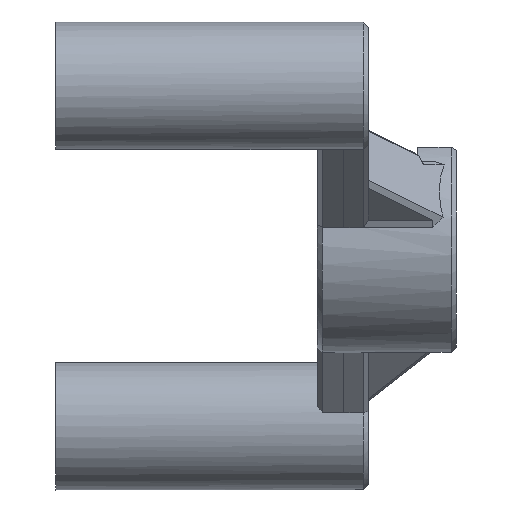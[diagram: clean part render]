
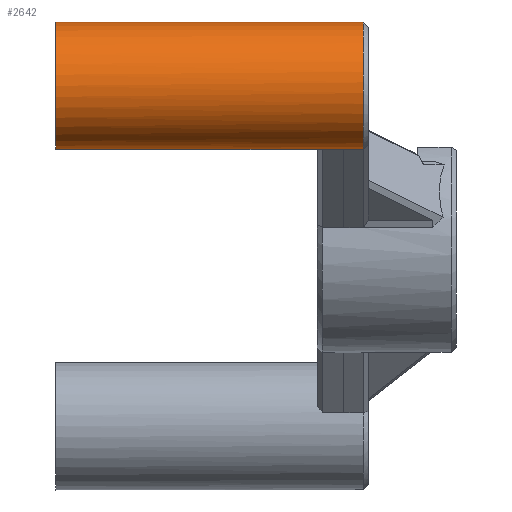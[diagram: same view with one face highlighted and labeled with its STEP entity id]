
A CAD part, front view. The second image highlights one B-rep face of the part: STEP entity #2642.
In plain terms, the highlighted cylindrical face has radius 5 mm (diameter 10 mm), a full revolution.
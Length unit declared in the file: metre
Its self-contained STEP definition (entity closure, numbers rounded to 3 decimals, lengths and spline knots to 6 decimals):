
#196=ELLIPSE('',#2848,0.007071,0.005);
#197=ELLIPSE('',#2851,0.007071,0.005);
#198=ELLIPSE('',#2853,0.007071,0.005);
#199=ELLIPSE('',#2854,0.007071,0.005);
#200=ELLIPSE('',#2855,0.007071,0.005);
#245=LINE('',#3977,#523);
#246=LINE('',#3981,#524);
#247=LINE('',#3985,#525);
#248=LINE('',#3993,#526);
#249=LINE('',#3996,#527);
#523=VECTOR('',#3167,1.);
#524=VECTOR('',#3170,1.);
#525=VECTOR('',#3173,1.);
#526=VECTOR('',#3180,1.);
#527=VECTOR('',#3183,1.);
#830=ORIENTED_EDGE('',*,*,#1617,.F.);
#831=ORIENTED_EDGE('',*,*,#1618,.T.);
#832=ORIENTED_EDGE('',*,*,#1619,.F.);
#833=ORIENTED_EDGE('',*,*,#1620,.F.);
#834=ORIENTED_EDGE('',*,*,#1621,.T.);
#835=ORIENTED_EDGE('',*,*,#1622,.F.);
#836=ORIENTED_EDGE('',*,*,#1623,.T.);
#837=ORIENTED_EDGE('',*,*,#1624,.T.);
#838=ORIENTED_EDGE('',*,*,#1625,.T.);
#839=ORIENTED_EDGE('',*,*,#1626,.T.);
#840=ORIENTED_EDGE('',*,*,#1627,.T.);
#841=ORIENTED_EDGE('',*,*,#1628,.T.);
#842=ORIENTED_EDGE('',*,*,#1612,.T.);
#843=ORIENTED_EDGE('',*,*,#1629,.T.);
#844=ORIENTED_EDGE('',*,*,#1630,.T.);
#845=ORIENTED_EDGE('',*,*,#1631,.F.);
#1612=EDGE_CURVE('',#2006,#2005,#2224,.T.);
#1617=EDGE_CURVE('',#2009,#2010,#2226,.F.);
#1618=EDGE_CURVE('',#2009,#2011,#196,.F.);
#1619=EDGE_CURVE('',#2012,#2011,#245,.T.);
#1620=EDGE_CURVE('',#2013,#2012,#2227,.T.);
#1621=EDGE_CURVE('',#2013,#2014,#246,.T.);
#1622=EDGE_CURVE('',#2015,#2014,#2228,.T.);
#1623=EDGE_CURVE('',#2015,#2016,#247,.T.);
#1624=EDGE_CURVE('',#2016,#2017,#197,.F.);
#1625=EDGE_CURVE('',#2017,#2018,#2229,.F.);
#1626=EDGE_CURVE('',#2018,#2019,#198,.F.);
#1627=EDGE_CURVE('',#2019,#2020,#248,.F.);
#1628=EDGE_CURVE('',#2020,#2006,#199,.T.);
#1629=EDGE_CURVE('',#2005,#2021,#249,.T.);
#1630=EDGE_CURVE('',#2021,#2010,#200,.T.);
#1631=EDGE_CURVE('',#2022,#2022,#2230,.T.);
#2005=VERTEX_POINT('',#3961);
#2006=VERTEX_POINT('',#3963);
#2009=VERTEX_POINT('',#3973);
#2010=VERTEX_POINT('',#3974);
#2011=VERTEX_POINT('',#3976);
#2012=VERTEX_POINT('',#3978);
#2013=VERTEX_POINT('',#3980);
#2014=VERTEX_POINT('',#3982);
#2015=VERTEX_POINT('',#3984);
#2016=VERTEX_POINT('',#3986);
#2017=VERTEX_POINT('',#3988);
#2018=VERTEX_POINT('',#3990);
#2019=VERTEX_POINT('',#3992);
#2020=VERTEX_POINT('',#3994);
#2021=VERTEX_POINT('',#3997);
#2022=VERTEX_POINT('',#4000);
#2224=CIRCLE('',#2843,0.005);
#2226=CIRCLE('',#2847,0.005);
#2227=CIRCLE('',#2849,0.005);
#2228=CIRCLE('',#2850,0.005);
#2229=CIRCLE('',#2852,0.005);
#2230=CIRCLE('',#2856,0.005);
#2280=EDGE_LOOP('',(#830,#831,#832,#833,#834,#835,#836,#837,#838,#839,#840,
#841,#842,#843,#844));
#2281=EDGE_LOOP('',(#845));
#2456=FACE_BOUND('',#2280,.T.);
#2457=FACE_BOUND('',#2281,.T.);
#2627=CYLINDRICAL_SURFACE('',#2846,0.005);
#2642=ADVANCED_FACE('',(#2456,#2457),#2627,.T.);
#2843=AXIS2_PLACEMENT_3D('',#3962,#3152,#3153);
#2846=AXIS2_PLACEMENT_3D('',#3971,#3161,#3162);
#2847=AXIS2_PLACEMENT_3D('',#3972,#3163,#3164);
#2848=AXIS2_PLACEMENT_3D('',#3975,#3165,#3166);
#2849=AXIS2_PLACEMENT_3D('',#3979,#3168,#3169);
#2850=AXIS2_PLACEMENT_3D('',#3983,#3171,#3172);
#2851=AXIS2_PLACEMENT_3D('',#3987,#3174,#3175);
#2852=AXIS2_PLACEMENT_3D('',#3989,#3176,#3177);
#2853=AXIS2_PLACEMENT_3D('',#3991,#3178,#3179);
#2854=AXIS2_PLACEMENT_3D('',#3995,#3181,#3182);
#2855=AXIS2_PLACEMENT_3D('',#3998,#3184,#3185);
#2856=AXIS2_PLACEMENT_3D('',#3999,#3186,#3187);
#3152=DIRECTION('',(-1.,0.,0.));
#3153=DIRECTION('',(0.,0.,1.));
#3161=DIRECTION('',(-1.,0.,0.));
#3162=DIRECTION('',(0.,0.,1.));
#3163=DIRECTION('',(-1.,0.,0.));
#3164=DIRECTION('',(0.,0.,1.));
#3165=DIRECTION('',(0.707,0.349,0.615));
#3166=DIRECTION('',(-0.707,0.349,0.615));
#3167=DIRECTION('',(-1.,0.,0.));
#3168=DIRECTION('',(1.,0.,0.));
#3169=DIRECTION('',(0.,0.,-1.));
#3170=DIRECTION('',(1.,0.,0.));
#3171=DIRECTION('',(1.,0.,0.));
#3172=DIRECTION('',(0.,0.,-1.));
#3173=DIRECTION('',(-1.,0.,0.));
#3174=DIRECTION('',(0.707,0.,-0.707));
#3175=DIRECTION('',(-0.707,0.,-0.707));
#3176=DIRECTION('',(1.,0.,0.));
#3177=DIRECTION('',(0.,0.,-1.));
#3178=DIRECTION('',(0.707,0.,0.707));
#3179=DIRECTION('',(-0.707,0.,0.707));
#3180=DIRECTION('',(-1.,0.,0.));
#3181=DIRECTION('',(-0.707,0.,0.707));
#3182=DIRECTION('',(-0.707,0.,-0.707));
#3183=DIRECTION('',(-1.,0.,0.));
#3184=DIRECTION('',(-0.707,0.349,0.615));
#3185=DIRECTION('',(-0.707,-0.349,-0.615));
#3186=DIRECTION('',(-1.,0.,0.));
#3187=DIRECTION('',(0.,0.,1.));
#3961=CARTESIAN_POINT('',(0.00731,0.064914,0.050843));
#3962=CARTESIAN_POINT('',(0.00731,0.060914,0.053844));
#3963=CARTESIAN_POINT('',(0.00731,0.065758,0.055084));
#3971=CARTESIAN_POINT('',(0.01024,0.060914,0.053844));
#3972=CARTESIAN_POINT('',(0.00631,0.060914,0.053844));
#3973=CARTESIAN_POINT('',(0.00631,0.063344,0.049474));
#3974=CARTESIAN_POINT('',(0.00631,0.064657,0.050529));
#3975=CARTESIAN_POINT('',(0.00371,0.060914,0.053844));
#3976=CARTESIAN_POINT('',(0.00671,0.062911,0.04926));
#3977=CARTESIAN_POINT('',(0.01024,0.062911,0.04926));
#3978=CARTESIAN_POINT('',(0.00841,0.062911,0.04926));
#3979=CARTESIAN_POINT('',(0.00841,0.060914,0.053844));
#3980=CARTESIAN_POINT('',(0.00841,0.062871,0.049243));
#3981=CARTESIAN_POINT('',(0.00841,0.062871,0.049243));
#3982=CARTESIAN_POINT('',(0.00991,0.062871,0.049243));
#3983=CARTESIAN_POINT('',(0.00991,0.060914,0.053844));
#3984=CARTESIAN_POINT('',(0.00991,0.064341,0.057484));
#3985=CARTESIAN_POINT('',(0.01024,0.064341,0.057484));
#3986=CARTESIAN_POINT('',(0.00671,0.064341,0.057484));
#3987=CARTESIAN_POINT('',(0.00307,0.060914,0.053844));
#3988=CARTESIAN_POINT('',(0.00631,0.064722,0.057084));
#3989=CARTESIAN_POINT('',(0.00631,0.060914,0.053844));
#3990=CARTESIAN_POINT('',(0.00631,0.065625,0.055518));
#3991=CARTESIAN_POINT('',(0.007985,0.060914,0.053844));
#3992=CARTESIAN_POINT('',(0.00671,0.065749,0.055118));
#3993=CARTESIAN_POINT('',(0.01024,0.065749,0.055118));
#3994=CARTESIAN_POINT('',(0.007344,0.065749,0.055118));
#3995=CARTESIAN_POINT('',(0.00607,0.060914,0.053844));
#3996=CARTESIAN_POINT('',(0.01024,0.064914,0.050843));
#3997=CARTESIAN_POINT('',(0.00671,0.064914,0.050843));
#3998=CARTESIAN_POINT('',(0.007344,0.060914,0.053844));
#3999=CARTESIAN_POINT('',(-0.01419,0.060914,0.053844));
#4000=CARTESIAN_POINT('',(-0.01419,0.060914,0.058844));
